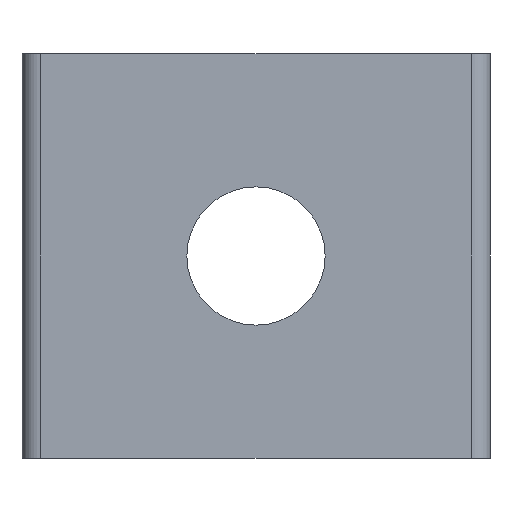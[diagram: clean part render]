
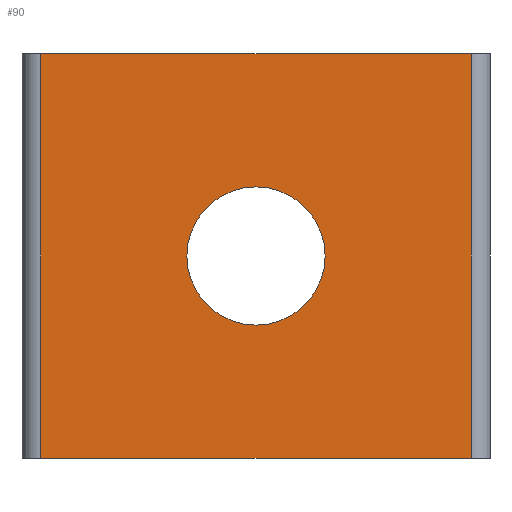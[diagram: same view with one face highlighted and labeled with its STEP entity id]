
A CAD part, front view. The second image highlights one B-rep face of the part: STEP entity #90.
In plain terms, the highlighted planar face has unit normal (0, -1, 0).
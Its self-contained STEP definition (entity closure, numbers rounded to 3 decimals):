
#90=ADVANCED_FACE('',(#177,#178),#179,.T.);
#177=FACE_BOUND('',#258,.T.);
#178=FACE_OUTER_BOUND('',#259,.T.);
#179=PLANE('',#260);
#258=EDGE_LOOP('',(#439,#440));
#259=EDGE_LOOP('',(#441,#442,#443,#444));
#260=AXIS2_PLACEMENT_3D('',#445,#446,#447);
#439=ORIENTED_EDGE('',*,*,#502,.T.);
#440=ORIENTED_EDGE('',*,*,#500,.T.);
#441=ORIENTED_EDGE('',*,*,#582,.T.);
#442=ORIENTED_EDGE('',*,*,#539,.T.);
#443=ORIENTED_EDGE('',*,*,#583,.T.);
#444=ORIENTED_EDGE('',*,*,#579,.T.);
#445=CARTESIAN_POINT('',(10.12,0.0,-19.0));
#446=DIRECTION('',(0.0,-1.0,0.0));
#447=DIRECTION('',(1.0,0.0,0.0));
#500=EDGE_CURVE('',#588,#592,#594,.T.);
#502=EDGE_CURVE('',#592,#588,#596,.T.);
#539=EDGE_CURVE('',#652,#650,#653,.T.);
#579=EDGE_CURVE('',#712,#710,#713,.T.);
#582=EDGE_CURVE('',#710,#652,#716,.T.);
#583=EDGE_CURVE('',#650,#712,#717,.T.);
#588=VERTEX_POINT('',#722);
#592=VERTEX_POINT('',#727);
#594=CIRCLE('',#730,6.5);
#596=CIRCLE('',#732,6.5);
#650=VERTEX_POINT('',#805);
#652=VERTEX_POINT('',#807);
#653=LINE('',#808,#809);
#710=VERTEX_POINT('',#887);
#712=VERTEX_POINT('',#889);
#713=LINE('',#890,#891);
#716=LINE('',#894,#895);
#717=LINE('',#896,#897);
#722=CARTESIAN_POINT('',(6.5,0.0,0.));
#727=CARTESIAN_POINT('',(-6.5,0.0,0.));
#730=AXIS2_PLACEMENT_3D('',#905,#906,#907);
#732=AXIS2_PLACEMENT_3D('',#908,#909,#910);
#805=CARTESIAN_POINT('',(-20.24,0.0,-19.0));
#807=CARTESIAN_POINT('',(-20.24,0.0,19.0));
#808=CARTESIAN_POINT('',(-20.24,0.0,19.0));
#809=VECTOR('',#954,1.0);
#887=CARTESIAN_POINT('',(20.24,0.0,19.0));
#889=CARTESIAN_POINT('',(20.24,0.0,-19.0));
#890=CARTESIAN_POINT('',(20.24,0.0,-19.0));
#891=VECTOR('',#1000,1.0);
#894=CARTESIAN_POINT('',(0.0,0.0,19.0));
#895=VECTOR('',#1004,1.0);
#896=CARTESIAN_POINT('',(0.0,0.0,-19.0));
#897=VECTOR('',#1005,1.0);
#905=CARTESIAN_POINT('',(0.0,0.0,0.0));
#906=DIRECTION('',(-0.0,1.0,0.0));
#907=DIRECTION('',(1.0,0.0,0.0));
#908=CARTESIAN_POINT('',(0.0,0.0,0.0));
#909=DIRECTION('',(-0.0,1.0,0.0));
#910=DIRECTION('',(1.0,0.0,0.0));
#954=DIRECTION('',(0.,0.0,-1.0));
#1000=DIRECTION('',(0.0,0.0,1.0));
#1004=DIRECTION('',(-1.0,-0.0,-0.0));
#1005=DIRECTION('',(1.0,0.0,0.0));
